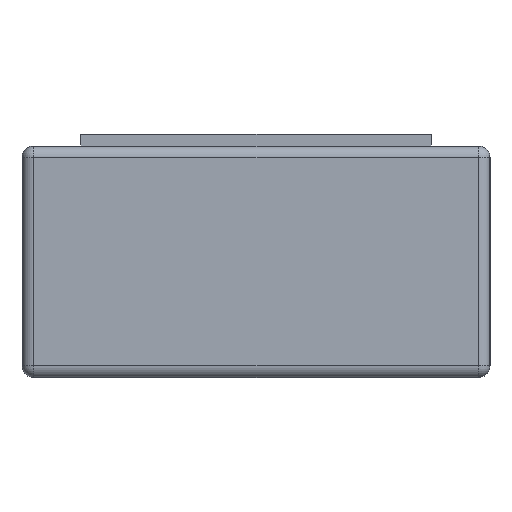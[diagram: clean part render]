
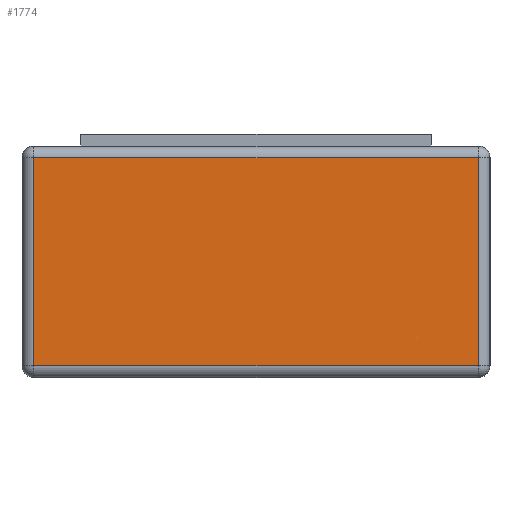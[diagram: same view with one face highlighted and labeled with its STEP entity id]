
A CAD part, left-side view. The second image highlights one B-rep face of the part: STEP entity #1774.
In plain terms, the highlighted planar face has unit normal (-1, 0, 0).
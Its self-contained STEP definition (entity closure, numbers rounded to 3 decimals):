
#214 = CYLINDRICAL_SURFACE('',#215,0.005);
#215 = AXIS2_PLACEMENT_3D('',#216,#217,#218);
#216 = CARTESIAN_POINT('',(-0.195,-0.1,0.045));
#217 = DIRECTION('',(0.,-1.,0.));
#218 = DIRECTION('',(0.,0.,-1.));
#550 = VERTEX_POINT('',#551);
#551 = CARTESIAN_POINT('',(-0.2,0.095,-0.045));
#588 = CYLINDRICAL_SURFACE('',#589,0.005);
#589 = AXIS2_PLACEMENT_3D('',#590,#591,#592);
#590 = CARTESIAN_POINT('',(-0.195,0.,-0.045));
#591 = DIRECTION('',(0.,1.,0.));
#592 = DIRECTION('',(0.,-0.,1.));
#615 = CYLINDRICAL_SURFACE('',#616,0.005);
#616 = AXIS2_PLACEMENT_3D('',#617,#618,#619);
#617 = CARTESIAN_POINT('',(-0.195,0.095,0.05));
#618 = DIRECTION('',(0.,0.,-1.));
#619 = DIRECTION('',(-1.,0.,0.));
#813 = VERTEX_POINT('',#814);
#814 = CARTESIAN_POINT('',(-0.2,-0.095,-0.045));
#865 = EDGE_CURVE('',#813,#550,#866,.T.);
#866 = SURFACE_CURVE('',#867,(#871,#878),.PCURVE_S1.);
#867 = LINE('',#868,#869);
#868 = CARTESIAN_POINT('',(-0.2,-0.1,-0.045));
#869 = VECTOR('',#870,1.);
#870 = DIRECTION('',(0.,1.,0.));
#871 = PCURVE('',#588,#872);
#872 = DEFINITIONAL_REPRESENTATION('',(#873),#877);
#873 = LINE('',#874,#875);
#874 = CARTESIAN_POINT('',(4.712,-0.1));
#875 = VECTOR('',#876,1.);
#876 = DIRECTION('',(0.,1.));
#877 = ( GEOMETRIC_REPRESENTATION_CONTEXT(2) 
PARAMETRIC_REPRESENTATION_CONTEXT() REPRESENTATION_CONTEXT('2D SPACE',''
  ) );
#878 = PCURVE('',#879,#884);
#879 = PLANE('',#880);
#880 = AXIS2_PLACEMENT_3D('',#881,#882,#883);
#881 = CARTESIAN_POINT('',(-0.2,-0.1,0.05));
#882 = DIRECTION('',(-1.,0.,0.));
#883 = DIRECTION('',(0.,0.,1.));
#884 = DEFINITIONAL_REPRESENTATION('',(#885),#889);
#885 = LINE('',#886,#887);
#886 = CARTESIAN_POINT('',(-0.094,0.));
#887 = VECTOR('',#888,1.);
#888 = DIRECTION('',(0.,1.));
#889 = ( GEOMETRIC_REPRESENTATION_CONTEXT(2) 
PARAMETRIC_REPRESENTATION_CONTEXT() REPRESENTATION_CONTEXT('2D SPACE',''
  ) );
#919 = VERTEX_POINT('',#920);
#920 = CARTESIAN_POINT('',(-0.2,0.095,0.045));
#969 = EDGE_CURVE('',#919,#550,#970,.T.);
#970 = SURFACE_CURVE('',#971,(#975,#982),.PCURVE_S1.);
#971 = LINE('',#972,#973);
#972 = CARTESIAN_POINT('',(-0.2,0.095,0.05));
#973 = VECTOR('',#974,1.);
#974 = DIRECTION('',(0.,0.,-1.));
#975 = PCURVE('',#615,#976);
#976 = DEFINITIONAL_REPRESENTATION('',(#977),#981);
#977 = LINE('',#978,#979);
#978 = CARTESIAN_POINT('',(0.,0.));
#979 = VECTOR('',#980,1.);
#980 = DIRECTION('',(0.,1.));
#981 = ( GEOMETRIC_REPRESENTATION_CONTEXT(2) 
PARAMETRIC_REPRESENTATION_CONTEXT() REPRESENTATION_CONTEXT('2D SPACE',''
  ) );
#982 = PCURVE('',#879,#983);
#983 = DEFINITIONAL_REPRESENTATION('',(#984),#988);
#984 = LINE('',#985,#986);
#985 = CARTESIAN_POINT('',(0.,0.195));
#986 = VECTOR('',#987,1.);
#987 = DIRECTION('',(-1.,0.));
#988 = ( GEOMETRIC_REPRESENTATION_CONTEXT(2) 
PARAMETRIC_REPRESENTATION_CONTEXT() REPRESENTATION_CONTEXT('2D SPACE',''
  ) );
#1205 = CYLINDRICAL_SURFACE('',#1206,0.005);
#1206 = AXIS2_PLACEMENT_3D('',#1207,#1208,#1209);
#1207 = CARTESIAN_POINT('',(-0.195,-0.095,0.05));
#1208 = DIRECTION('',(0.,0.,-1.));
#1209 = DIRECTION('',(-1.,0.,0.));
#1493 = VERTEX_POINT('',#1494);
#1494 = CARTESIAN_POINT('',(-0.2,-0.095,0.045));
#1523 = EDGE_CURVE('',#1493,#813,#1524,.T.);
#1524 = SURFACE_CURVE('',#1525,(#1529,#1536),.PCURVE_S1.);
#1525 = LINE('',#1526,#1527);
#1526 = CARTESIAN_POINT('',(-0.2,-0.095,0.05));
#1527 = VECTOR('',#1528,1.);
#1528 = DIRECTION('',(0.,0.,-1.));
#1529 = PCURVE('',#1205,#1530);
#1530 = DEFINITIONAL_REPRESENTATION('',(#1531),#1535);
#1531 = LINE('',#1532,#1533);
#1532 = CARTESIAN_POINT('',(6.283,0.));
#1533 = VECTOR('',#1534,1.);
#1534 = DIRECTION('',(0.,1.));
#1535 = ( GEOMETRIC_REPRESENTATION_CONTEXT(2) 
PARAMETRIC_REPRESENTATION_CONTEXT() REPRESENTATION_CONTEXT('2D SPACE',''
  ) );
#1536 = PCURVE('',#879,#1537);
#1537 = DEFINITIONAL_REPRESENTATION('',(#1538),#1542);
#1538 = LINE('',#1539,#1540);
#1539 = CARTESIAN_POINT('',(0.,0.005));
#1540 = VECTOR('',#1541,1.);
#1541 = DIRECTION('',(-1.,0.));
#1542 = ( GEOMETRIC_REPRESENTATION_CONTEXT(2) 
PARAMETRIC_REPRESENTATION_CONTEXT() REPRESENTATION_CONTEXT('2D SPACE',''
  ) );
#1615 = EDGE_CURVE('',#1493,#919,#1616,.T.);
#1616 = SURFACE_CURVE('',#1617,(#1621,#1628),.PCURVE_S1.);
#1617 = LINE('',#1618,#1619);
#1618 = CARTESIAN_POINT('',(-0.2,0.1,0.045));
#1619 = VECTOR('',#1620,1.);
#1620 = DIRECTION('',(0.,1.,0.));
#1621 = PCURVE('',#214,#1622);
#1622 = DEFINITIONAL_REPRESENTATION('',(#1623),#1627);
#1623 = LINE('',#1624,#1625);
#1624 = CARTESIAN_POINT('',(4.712,-0.2));
#1625 = VECTOR('',#1626,1.);
#1626 = DIRECTION('',(0.,-1.));
#1627 = ( GEOMETRIC_REPRESENTATION_CONTEXT(2) 
PARAMETRIC_REPRESENTATION_CONTEXT() REPRESENTATION_CONTEXT('2D SPACE',''
  ) );
#1628 = PCURVE('',#879,#1629);
#1629 = DEFINITIONAL_REPRESENTATION('',(#1630),#1634);
#1630 = LINE('',#1631,#1632);
#1631 = CARTESIAN_POINT('',(-0.005,0.2));
#1632 = VECTOR('',#1633,1.);
#1633 = DIRECTION('',(0.,1.));
#1634 = ( GEOMETRIC_REPRESENTATION_CONTEXT(2) 
PARAMETRIC_REPRESENTATION_CONTEXT() REPRESENTATION_CONTEXT('2D SPACE',''
  ) );
#1774 = ADVANCED_FACE('',(#1775),#879,.T.);
#1775 = FACE_BOUND('',#1776,.T.);
#1776 = EDGE_LOOP('',(#1777,#1778,#1779,#1780));
#1777 = ORIENTED_EDGE('',*,*,#1615,.T.);
#1778 = ORIENTED_EDGE('',*,*,#969,.T.);
#1779 = ORIENTED_EDGE('',*,*,#865,.F.);
#1780 = ORIENTED_EDGE('',*,*,#1523,.F.);
